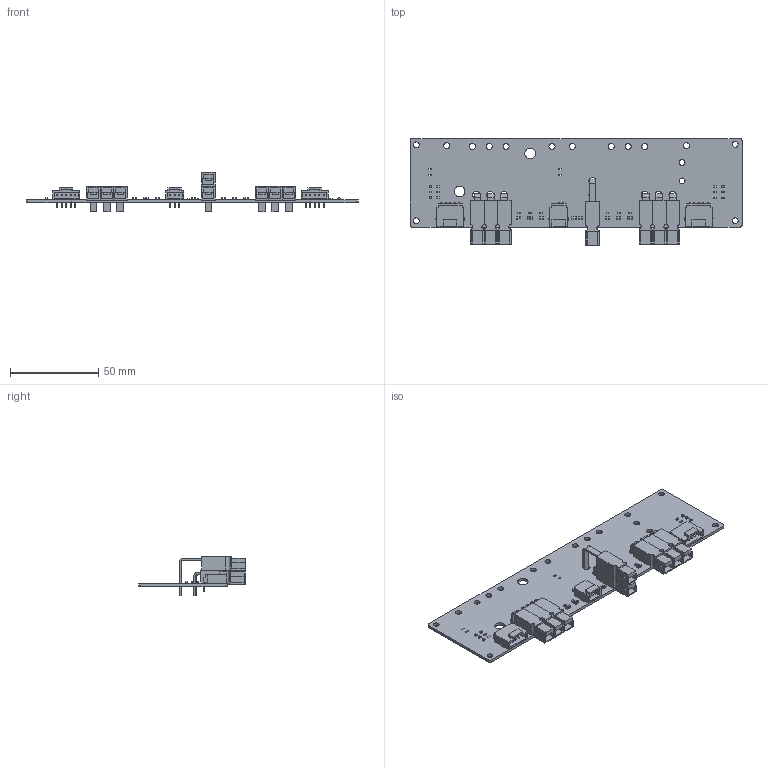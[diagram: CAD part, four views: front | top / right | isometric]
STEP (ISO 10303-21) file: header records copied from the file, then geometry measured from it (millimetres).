
FILE_DESCRIPTION(('KiCad electronic assembly'),'2;1');
FILE_NAME('ODriveInterfacingBoard_Step_Rev1.step','2020-01-20T18:46:47', ('An Author'),('A Company'),'Open CASCADE STEP processor 6.9', 'KiCad to STEP converter','Unknown');
FILE_SCHEMA(('AUTOMOTIVE_DESIGN { 1 0 10303 214 1 1 1 1 }'));
Length unit declared in the file: millimetre
Products named in the file (14): Open CASCADE STEP translator 6.9 1; R_0603_1608Metric; SOLID; LED_0603_1608Metric; Anderson_3_Horizontal_Side_by_Side; COMPOUND; Molex_SL_03_Horizontal; Anderson_2_Horisontal_Stacked; Molex_SL_05_Horizontal
Assembly tree (47 placements, depth 3):
  Open CASCADE STEP translator 6.9 1
    R_0603_1608Metric  x14
      SOLID
    LED_0603_1608Metric  x20
      SOLID
    Anderson_3_Horizontal_Side_by_Side  x2
      COMPOUND
    Molex_SL_03_Horizontal
      SOLID
    Anderson_2_Horisontal_Stacked
      COMPOUND
    Molex_SL_05_Horizontal  x2
      SOLID
    COMPOUND
Bounding box: 187.71 x 60.45 x 22.35 mm (x, y, z)
Volume: 26193.7 mm3; surface area: 32565.1 mm2
Topology: 46 solids, 46 shells, 1935 faces, 5157 edges, 3366 vertices
Faces by surface type: plane 1574, cylinder 361
Full cylindrical faces by diameter (mm): 0.762 x1, 0.9 x12, 3.264 x4, 3.4 x12, 3.45 x6, 4.06 x8, 6 x2
Entity records: 34273 total; most frequent: CARTESIAN_POINT 5261, DIRECTION 4944, LINE 3390, VECTOR 3390, ORIENTED_EDGE 2508, PCURVE 2508, DEFINITIONAL_REPRESENTATION 2508, EDGE_CURVE 1254
